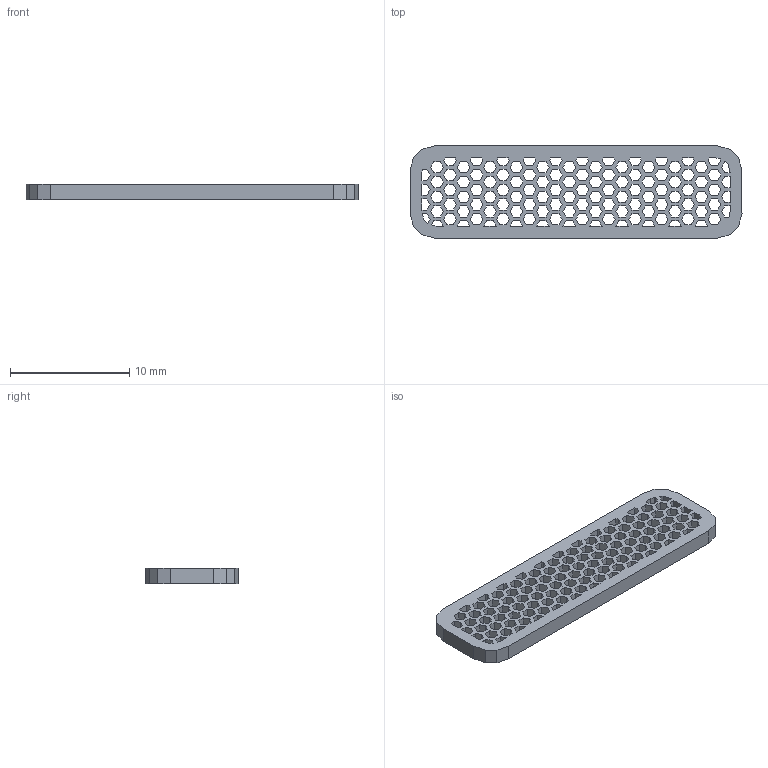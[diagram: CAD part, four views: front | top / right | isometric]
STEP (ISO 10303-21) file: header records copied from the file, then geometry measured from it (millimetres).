
FILE_DESCRIPTION(/* description */ (''),/* implementation_level */ '2;1');
FILE_NAME(/* name */ '顶部滤网源文件',/* time_stamp */ '2023-09-10T14:58:26+08:00',/* author */ (''),/* organization */ (''),/* preprocessor_version */ 'ST-DEVELOPER v16.5',/* originating_system */ '',/* authorisation */ '');
FILE_SCHEMA (('AUTOMOTIVE_DESIGN'));
Length unit declared in the file: millimetre
Products named in the file (1): Document
Bounding box: 27.89 x 7.73 x 1.3 mm (x, y, z)
Volume: 170.5 mm3; surface area: 828.1 mm2
Topology: 1 solids, 1 shells, 702 faces, 2100 edges, 1400 vertices
Faces by surface type: bspline 702
Entity records: 44615 total; most frequent: CARTESIAN_POINT 16810, B_SPLINE_CURVE_WITH_KNOTS 6300, ORIENTED_EDGE 4200, PCURVE 4200, DEFINITIONAL_REPRESENTATION 4200, SURFACE_CURVE 2100, EDGE_CURVE 2100, VERTEX_POINT 1400
